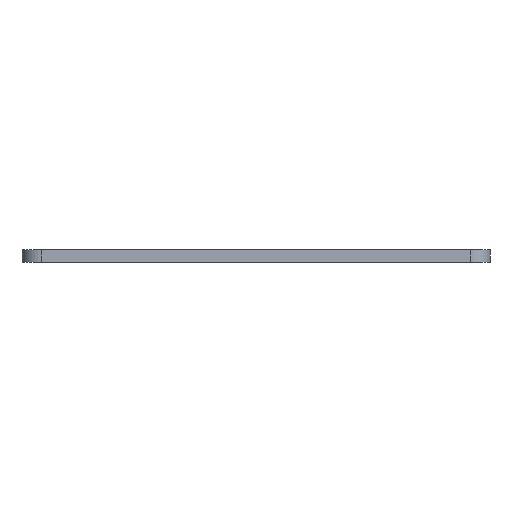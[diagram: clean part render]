
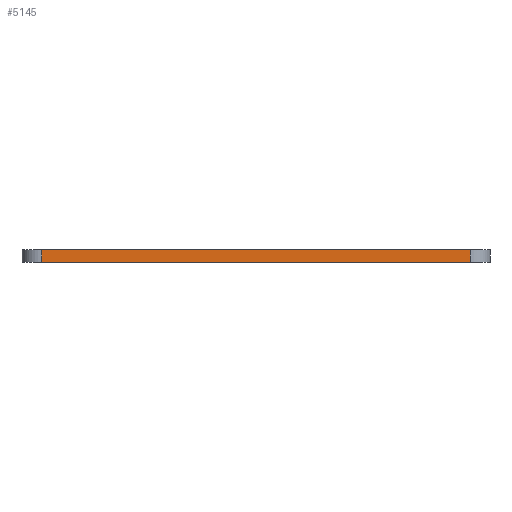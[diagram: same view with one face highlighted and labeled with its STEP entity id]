
A CAD part, front view. The second image highlights one B-rep face of the part: STEP entity #5145.
In plain terms, the highlighted planar face has unit normal (0, -1, 0).
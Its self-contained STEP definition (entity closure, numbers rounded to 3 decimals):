
#84 = PLANE('',#85);
#85 = AXIS2_PLACEMENT_3D('',#86,#87,#88);
#86 = CARTESIAN_POINT('',(148.501,-105.004,1.6));
#87 = DIRECTION('',(0.,0.,1.));
#88 = DIRECTION('',(1.,0.,-0.));
#139 = PLANE('',#140);
#140 = AXIS2_PLACEMENT_3D('',#141,#142,#143);
#141 = CARTESIAN_POINT('',(148.501,-105.004,0.));
#142 = DIRECTION('',(0.,0.,1.));
#143 = DIRECTION('',(1.,0.,-0.));
#270 = CYLINDRICAL_SURFACE('',#271,2.54);
#271 = AXIS2_PLACEMENT_3D('',#272,#273,#274);
#272 = CARTESIAN_POINT('',(121.196,-154.534,0.));
#273 = DIRECTION('',(-0.,-0.,-1.));
#274 = DIRECTION('',(1.,0.,-0.));
#309 = VERTEX_POINT('',#310);
#310 = CARTESIAN_POINT('',(121.196,-157.074,0.));
#332 = EDGE_CURVE('',#309,#333,#335,.T.);
#333 = VERTEX_POINT('',#334);
#334 = CARTESIAN_POINT('',(175.806,-157.074,0.));
#335 = SURFACE_CURVE('',#336,(#340,#347),.PCURVE_S1.);
#336 = LINE('',#337,#338);
#337 = CARTESIAN_POINT('',(121.196,-157.074,0.));
#338 = VECTOR('',#339,1.);
#339 = DIRECTION('',(1.,0.,0.));
#340 = PCURVE('',#139,#341);
#341 = DEFINITIONAL_REPRESENTATION('',(#342),#346);
#342 = LINE('',#343,#344);
#343 = CARTESIAN_POINT('',(-27.305,-52.07));
#344 = VECTOR('',#345,1.);
#345 = DIRECTION('',(1.,0.));
#346 = ( GEOMETRIC_REPRESENTATION_CONTEXT(2) 
PARAMETRIC_REPRESENTATION_CONTEXT() REPRESENTATION_CONTEXT('2D SPACE',''
  ) );
#347 = PCURVE('',#348,#353);
#348 = PLANE('',#349);
#349 = AXIS2_PLACEMENT_3D('',#350,#351,#352);
#350 = CARTESIAN_POINT('',(121.196,-157.074,0.));
#351 = DIRECTION('',(0.,1.,0.));
#352 = DIRECTION('',(1.,0.,0.));
#353 = DEFINITIONAL_REPRESENTATION('',(#354),#358);
#354 = LINE('',#355,#356);
#355 = CARTESIAN_POINT('',(0.,0.));
#356 = VECTOR('',#357,1.);
#357 = DIRECTION('',(1.,0.));
#358 = ( GEOMETRIC_REPRESENTATION_CONTEXT(2) 
PARAMETRIC_REPRESENTATION_CONTEXT() REPRESENTATION_CONTEXT('2D SPACE',''
  ) );
#377 = CYLINDRICAL_SURFACE('',#378,2.54);
#378 = AXIS2_PLACEMENT_3D('',#379,#380,#381);
#379 = CARTESIAN_POINT('',(175.806,-154.534,0.));
#380 = DIRECTION('',(-0.,-0.,-1.));
#381 = DIRECTION('',(1.,0.,-0.));
#2895 = VERTEX_POINT('',#2896);
#2896 = CARTESIAN_POINT('',(121.196,-157.074,1.6));
#2918 = EDGE_CURVE('',#2895,#2919,#2921,.T.);
#2919 = VERTEX_POINT('',#2920);
#2920 = CARTESIAN_POINT('',(175.806,-157.074,1.6));
#2921 = SURFACE_CURVE('',#2922,(#2926,#2933),.PCURVE_S1.);
#2922 = LINE('',#2923,#2924);
#2923 = CARTESIAN_POINT('',(121.196,-157.074,1.6));
#2924 = VECTOR('',#2925,1.);
#2925 = DIRECTION('',(1.,0.,0.));
#2926 = PCURVE('',#84,#2927);
#2927 = DEFINITIONAL_REPRESENTATION('',(#2928),#2932);
#2928 = LINE('',#2929,#2930);
#2929 = CARTESIAN_POINT('',(-27.305,-52.07));
#2930 = VECTOR('',#2931,1.);
#2931 = DIRECTION('',(1.,0.));
#2932 = ( GEOMETRIC_REPRESENTATION_CONTEXT(2) 
PARAMETRIC_REPRESENTATION_CONTEXT() REPRESENTATION_CONTEXT('2D SPACE',''
  ) );
#2933 = PCURVE('',#348,#2934);
#2934 = DEFINITIONAL_REPRESENTATION('',(#2935),#2939);
#2935 = LINE('',#2936,#2937);
#2936 = CARTESIAN_POINT('',(0.,-1.6));
#2937 = VECTOR('',#2938,1.);
#2938 = DIRECTION('',(1.,0.));
#2939 = ( GEOMETRIC_REPRESENTATION_CONTEXT(2) 
PARAMETRIC_REPRESENTATION_CONTEXT() REPRESENTATION_CONTEXT('2D SPACE',''
  ) );
#5097 = EDGE_CURVE('',#309,#2895,#5098,.T.);
#5098 = SURFACE_CURVE('',#5099,(#5103,#5110),.PCURVE_S1.);
#5099 = LINE('',#5100,#5101);
#5100 = CARTESIAN_POINT('',(121.196,-157.074,0.));
#5101 = VECTOR('',#5102,1.);
#5102 = DIRECTION('',(0.,0.,1.));
#5103 = PCURVE('',#270,#5104);
#5104 = DEFINITIONAL_REPRESENTATION('',(#5105),#5109);
#5105 = LINE('',#5106,#5107);
#5106 = CARTESIAN_POINT('',(-4.712,0.));
#5107 = VECTOR('',#5108,1.);
#5108 = DIRECTION('',(-0.,-1.));
#5109 = ( GEOMETRIC_REPRESENTATION_CONTEXT(2) 
PARAMETRIC_REPRESENTATION_CONTEXT() REPRESENTATION_CONTEXT('2D SPACE',''
  ) );
#5110 = PCURVE('',#348,#5111);
#5111 = DEFINITIONAL_REPRESENTATION('',(#5112),#5116);
#5112 = LINE('',#5113,#5114);
#5113 = CARTESIAN_POINT('',(0.,0.));
#5114 = VECTOR('',#5115,1.);
#5115 = DIRECTION('',(0.,-1.));
#5116 = ( GEOMETRIC_REPRESENTATION_CONTEXT(2) 
PARAMETRIC_REPRESENTATION_CONTEXT() REPRESENTATION_CONTEXT('2D SPACE',''
  ) );
#5145 = ADVANCED_FACE('',(#5146),#348,.F.);
#5146 = FACE_BOUND('',#5147,.F.);
#5147 = EDGE_LOOP('',(#5148,#5149,#5150,#5171));
#5148 = ORIENTED_EDGE('',*,*,#5097,.T.);
#5149 = ORIENTED_EDGE('',*,*,#2918,.T.);
#5150 = ORIENTED_EDGE('',*,*,#5151,.F.);
#5151 = EDGE_CURVE('',#333,#2919,#5152,.T.);
#5152 = SURFACE_CURVE('',#5153,(#5157,#5164),.PCURVE_S1.);
#5153 = LINE('',#5154,#5155);
#5154 = CARTESIAN_POINT('',(175.806,-157.074,0.));
#5155 = VECTOR('',#5156,1.);
#5156 = DIRECTION('',(0.,0.,1.));
#5157 = PCURVE('',#348,#5158);
#5158 = DEFINITIONAL_REPRESENTATION('',(#5159),#5163);
#5159 = LINE('',#5160,#5161);
#5160 = CARTESIAN_POINT('',(54.61,0.));
#5161 = VECTOR('',#5162,1.);
#5162 = DIRECTION('',(0.,-1.));
#5163 = ( GEOMETRIC_REPRESENTATION_CONTEXT(2) 
PARAMETRIC_REPRESENTATION_CONTEXT() REPRESENTATION_CONTEXT('2D SPACE',''
  ) );
#5164 = PCURVE('',#377,#5165);
#5165 = DEFINITIONAL_REPRESENTATION('',(#5166),#5170);
#5166 = LINE('',#5167,#5168);
#5167 = CARTESIAN_POINT('',(-4.712,0.));
#5168 = VECTOR('',#5169,1.);
#5169 = DIRECTION('',(-0.,-1.));
#5170 = ( GEOMETRIC_REPRESENTATION_CONTEXT(2) 
PARAMETRIC_REPRESENTATION_CONTEXT() REPRESENTATION_CONTEXT('2D SPACE',''
  ) );
#5171 = ORIENTED_EDGE('',*,*,#332,.F.);
